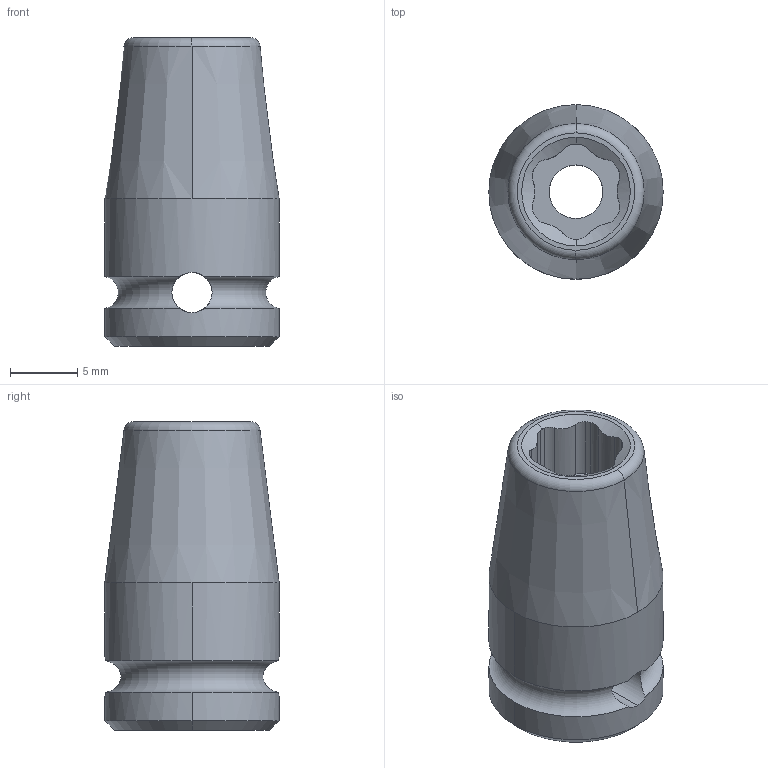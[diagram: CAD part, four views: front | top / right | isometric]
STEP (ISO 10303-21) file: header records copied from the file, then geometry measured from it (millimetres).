
FILE_DESCRIPTION((''),'2;1');
FILE_NAME('4027110806','2023-08-21T12:48:58',('A00565553'),(''),'CREO PARAMETRIC BY PTC INC, 2022414','CREO PARAMETRIC BY PTC INC, 2022414','');
FILE_SCHEMA(('CONFIG_CONTROL_DESIGN','GEOMETRIC_VALIDATION_PROPERTIES_MIM'));
Length unit declared in the file: millimetre
Products named in the file (1): 4027110806
Bounding box: 13 x 13 x 23 mm (x, y, z)
Volume: 1953.4 mm3; surface area: 1510.8 mm2
Topology: 1 solids, 1 shells, 66 faces, 183 edges, 118 vertices
Faces by surface type: cylinder 39, plane 13, cone 10, torus 4
Entity records: 2468 total; most frequent: CARTESIAN_POINT 672, ORIENTED_EDGE 366, DIRECTION 346, EDGE_CURVE 183, AXIS2_PLACEMENT_3D 142, VERTEX_POINT 118, CIRCLE 76, EDGE_LOOP 71
